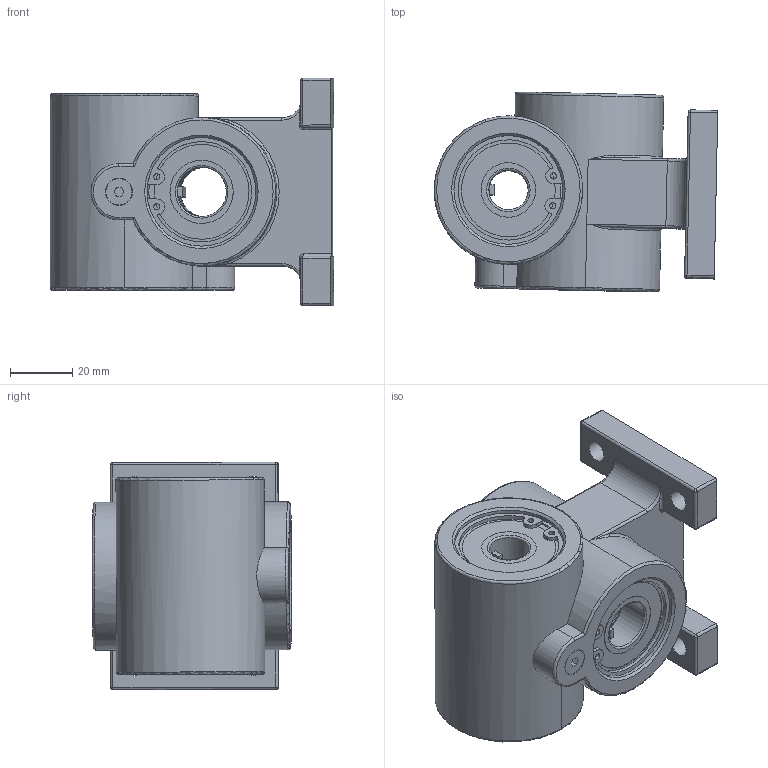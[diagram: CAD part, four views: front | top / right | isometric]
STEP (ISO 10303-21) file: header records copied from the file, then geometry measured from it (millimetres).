
FILE_DESCRIPTION(/* description */ ('IAS10EFM1-1RHA.500B.625'),/* implementation_level */ '2;1');
FILE_NAME(/* name */ '4301-0104 IAS10EFM1-1RHA.500B.625.stp',/* time_stamp */ '2018-02-02T10:35:40-06:00',/* author */ ('ChadR'),/* organization */ (''),/* preprocessor_version */ 'ST-DEVELOPER v16.5',/* originating_system */ 'Autodesk Inventor 2017',/* authorisation */ '');
FILE_SCHEMA (('AUTOMOTIVE_DESIGN { 1 0 10303 214 3 1 1 }'));
Length unit declared in the file: inch
Products named in the file (16): 4301-0104 ; 4304-4740 ; 1621 BEARING; 1621 BEARING CAGE; 1621 BEARING SHIELD; 4300-1051 BEARING 1623-2RS; 4304-4173; 4304-4176; 1150-1007 o-ring, buna n -016; 4304-4178 12T RH .500 BORE GEAR; 4304-4163 12T RH .625 BORE GEAR; 4304-4165; 4000-1115 .125 NPT PLUG; ASME B18.27.1 NA2 - 1 3/8; 4300-1050 O-RING 40-701; 1100-1111 O-RING BUNA N -015 70 DUR
Assembly tree (30 placements, depth 3):
  4301-0104 
    4304-4740 
    1621 BEARING  x2
      1621 BEARING CAGE
      1621 BEARING SHIELD
    4300-1051 BEARING 1623-2RS  x2
    4304-4173  x2
    4304-4176  x2
    1150-1007 o-ring, buna n -016  x2
    4304-4178 12T RH .500 BORE GEAR
    4304-4163 12T RH .625 BORE GEAR
    4304-4165  x2
    4000-1115 .125 NPT PLUG  x2
    ASME B18.27.1 NA2 - 1 3/8  x4
    4300-1050 O-RING 40-701  x4
    1100-1111 O-RING BUNA N -015 70 DUR  x2
Bounding box: 91.05 x 64.12 x 73.14 mm (x, y, z)
Volume: 173914 mm3; surface area: 81829.2 mm2
Topology: 33 solids, 33 shells, 549 faces, 1252 edges, 795 vertices
Faces by surface type: cylinder 242, plane 169, bspline 56, torus 56, cone 18, sphere 8
Full cylindrical faces by diameter (mm): 1.981 x8, 6.756 x4, 8.433 x2, 10.287 x2, 12.7 x2, 12.725 x2, 13.995 x2, 15.596 x2, 15.875 x2, 15.9 x2, 17.526 x6, 17.805 x4, 18.771 x2, 20.142 x6, 20.32 x4, 21.59 x4, 30.099 x6, 30.479 x4, 31.75 x2, 34.925 x16, 37.465 x4, 37.821 x4, 47.625 x2
Entity records: 14171 total; most frequent: CARTESIAN_POINT 4569, DIRECTION 1977, ORIENTED_EDGE 1710, AXIS2_PLACEMENT_3D 898, EDGE_CURVE 855, VERTEX_POINT 600, EDGE_LOOP 561, CIRCLE 511
